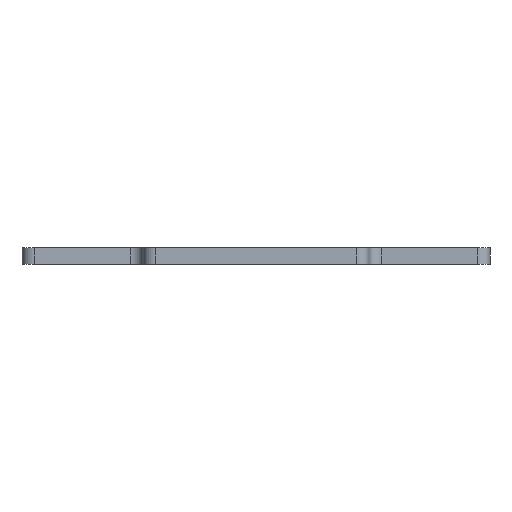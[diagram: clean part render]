
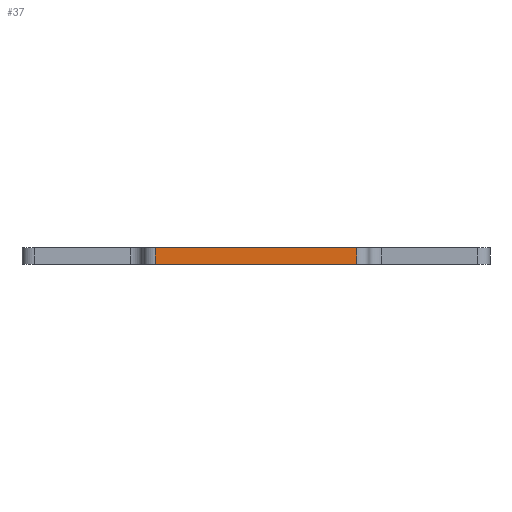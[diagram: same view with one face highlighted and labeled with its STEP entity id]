
A CAD part, front view. The second image highlights one B-rep face of the part: STEP entity #37.
In plain terms, the highlighted planar face has unit normal (0, -1, 0).
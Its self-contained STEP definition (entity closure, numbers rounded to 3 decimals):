
#14 = VERTEX_POINT ( 'NONE', #409 ) ;
#37 = ADVANCED_FACE ( 'NONE', ( #142 ), #340, .F. ) ;
#117 = CARTESIAN_POINT ( 'NONE',  ( 55., -148., 4. ) ) ;
#132 = DIRECTION ( 'NONE',  ( 0., 1., 0. ) ) ;
#142 = FACE_OUTER_BOUND ( 'NONE', #826, .T. ) ;
#145 = LINE ( 'NONE', #782, #432 ) ;
#167 = VERTEX_POINT ( 'NONE', #848 ) ;
#179 = CARTESIAN_POINT ( 'NONE',  ( 5., -148., 4. ) ) ;
#186 = ORIENTED_EDGE ( 'NONE', *, *, #326, .T. ) ;
#199 = DIRECTION ( 'NONE',  ( 0., 0., 1. ) ) ;
#200 = ORIENTED_EDGE ( 'NONE', *, *, #386, .F. ) ;
#239 = EDGE_CURVE ( 'NONE', #14, #771, #672, .T. ) ;
#281 = VECTOR ( 'NONE', #741, 1000. ) ;
#326 = EDGE_CURVE ( 'NONE', #348, #14, #544, .T. ) ;
#340 = PLANE ( 'NONE',  #731 ) ;
#348 = VERTEX_POINT ( 'NONE', #179 ) ;
#350 = VECTOR ( 'NONE', #595, 1000. ) ;
#358 = DIRECTION ( 'NONE',  ( 1., 0., 0. ) ) ;
#386 = EDGE_CURVE ( 'NONE', #348, #167, #145, .T. ) ;
#409 = CARTESIAN_POINT ( 'NONE',  ( 5., -148., 0. ) ) ;
#421 = ORIENTED_EDGE ( 'NONE', *, *, #692, .T. ) ;
#432 = VECTOR ( 'NONE', #358, 1000. ) ;
#544 = LINE ( 'NONE', #738, #350 ) ;
#595 = DIRECTION ( 'NONE',  ( 0., 0., -1. ) ) ;
#672 = LINE ( 'NONE', #817, #281 ) ;
#674 = DIRECTION ( 'NONE',  ( 0., 0., 1. ) ) ;
#685 = LINE ( 'NONE', #117, #865 ) ;
#691 = CARTESIAN_POINT ( 'NONE',  ( 2., -148., 4. ) ) ;
#692 = EDGE_CURVE ( 'NONE', #771, #167, #685, .T. ) ;
#694 = ORIENTED_EDGE ( 'NONE', *, *, #239, .T. ) ;
#731 = AXIS2_PLACEMENT_3D ( 'NONE', #691, #132, #199 ) ;
#738 = CARTESIAN_POINT ( 'NONE',  ( 5., -148., 4. ) ) ;
#741 = DIRECTION ( 'NONE',  ( 1., 0., 0. ) ) ;
#771 = VERTEX_POINT ( 'NONE', #878 ) ;
#782 = CARTESIAN_POINT ( 'NONE',  ( 2., -148., 4. ) ) ;
#817 = CARTESIAN_POINT ( 'NONE',  ( 2., -148., 0. ) ) ;
#826 = EDGE_LOOP ( 'NONE', ( #200, #186, #694, #421 ) ) ;
#848 = CARTESIAN_POINT ( 'NONE',  ( 55., -148., 4. ) ) ;
#865 = VECTOR ( 'NONE', #674, 1000. ) ;
#878 = CARTESIAN_POINT ( 'NONE',  ( 55., -148., 0. ) ) ;
